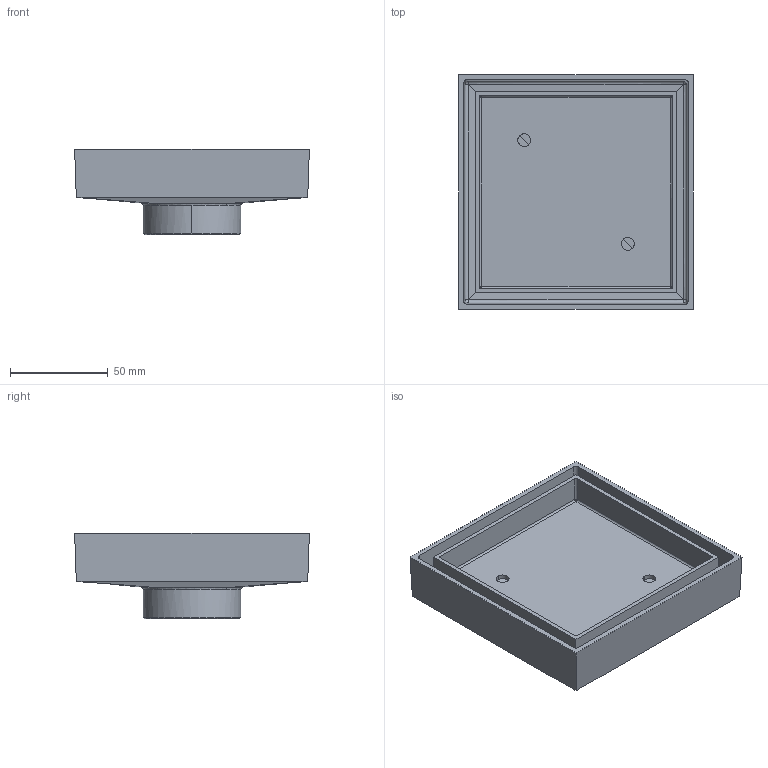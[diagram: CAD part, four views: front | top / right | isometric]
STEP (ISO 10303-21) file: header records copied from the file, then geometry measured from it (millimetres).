
FILE_DESCRIPTION(/* description */ (''),/* implementation_level */ '2;1');
FILE_NAME(/* name */ 'STEP - A221-C50_201233',/* time_stamp */ '2025-05-13T11:42:56+10:00',/* author */ (''),/* organization */ (''),/* preprocessor_version */ 'ST-DEVELOPER v16.5',/* originating_system */ 'Rhino 7.37',/* authorisation */ '');
FILE_SCHEMA (('AUTOMOTIVE_DESIGN'));
Length unit declared in the file: millimetre
Products named in the file (5): Document; A221-C501; A221-C75 ���Ӹ�1030; A221-C50������; A221-C50
Assembly tree (4 placements, depth 3):
  Document
    A221-C501
      A221-C75 ���Ӹ�1030
      A221-C50������
      A221-C50
Bounding box: 120 x 120 x 43.5 mm (x, y, z)
Volume: 102181.1 mm3; surface area: 89514.4 mm2
Topology: 3 solids, 3 shells, 456 faces, 1138 edges, 708 vertices
Faces by surface type: cylinder 186, bspline 162, plane 108
Entity records: 21485 total; most frequent: CARTESIAN_POINT 14236, ORIENTED_EDGE 2276, EDGE_CURVE 1138, VERTEX_POINT 708, B_SPLINE_CURVE_WITH_KNOTS 612, EDGE_LOOP 514, ADVANCED_FACE 456, FACE_OUTER_BOUND 456
